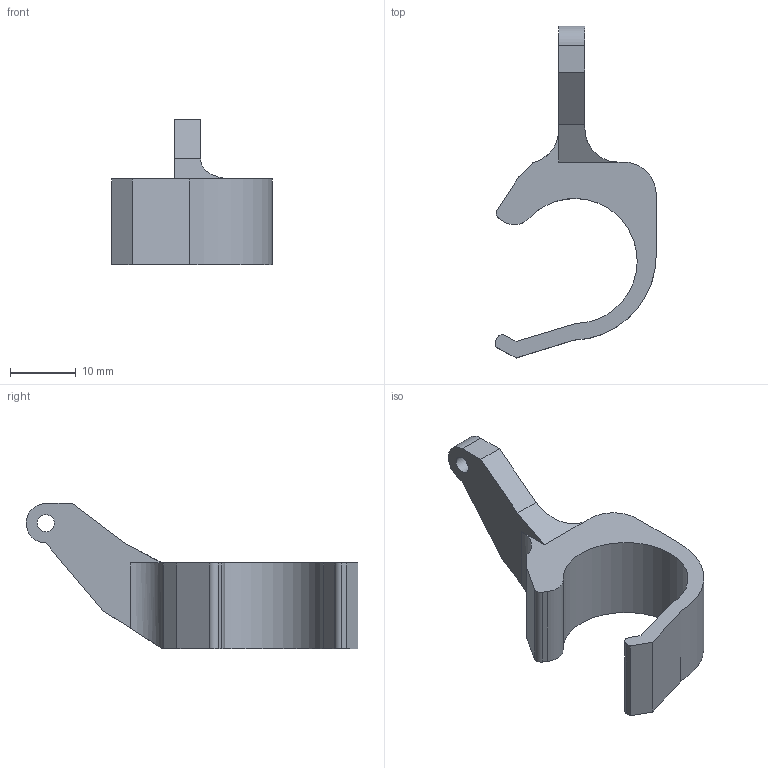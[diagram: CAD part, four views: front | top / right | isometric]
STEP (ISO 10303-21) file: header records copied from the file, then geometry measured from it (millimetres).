
FILE_DESCRIPTION(/* description */ (''),/* implementation_level */ '2;1');
FILE_NAME(/* name */ 'Medial22x19V4.ipt.stp',/* time_stamp */ '2021-06-20T10:02:00-05:00',/* author */ ('svale'),/* organization */ (''),/* preprocessor_version */ 'ST-DEVELOPER v18.1',/* originating_system */ 'Autodesk Inventor 2021',/* authorisation */ '');
FILE_SCHEMA (('AUTOMOTIVE_DESIGN { 1 0 10303 214 3 1 1 }'));
Length unit declared in the file: millimetre
Products named in the file (1): Medial22x19V4
Bounding box: 24.4 x 50.42 x 22.05 mm (x, y, z)
Volume: 4258.3 mm3; surface area: 2789.8 mm2
Topology: 1 solids, 1 shells, 31 faces, 86 edges, 57 vertices
Faces by surface type: plane 19, cylinder 12
Full cylindrical faces by diameter (mm): 2.6 x1
Entity records: 1043 total; most frequent: DIRECTION 176, CARTESIAN_POINT 175, ORIENTED_EDGE 172, EDGE_CURVE 86, LINE 60, VECTOR 60, AXIS2_PLACEMENT_3D 58, VERTEX_POINT 57
